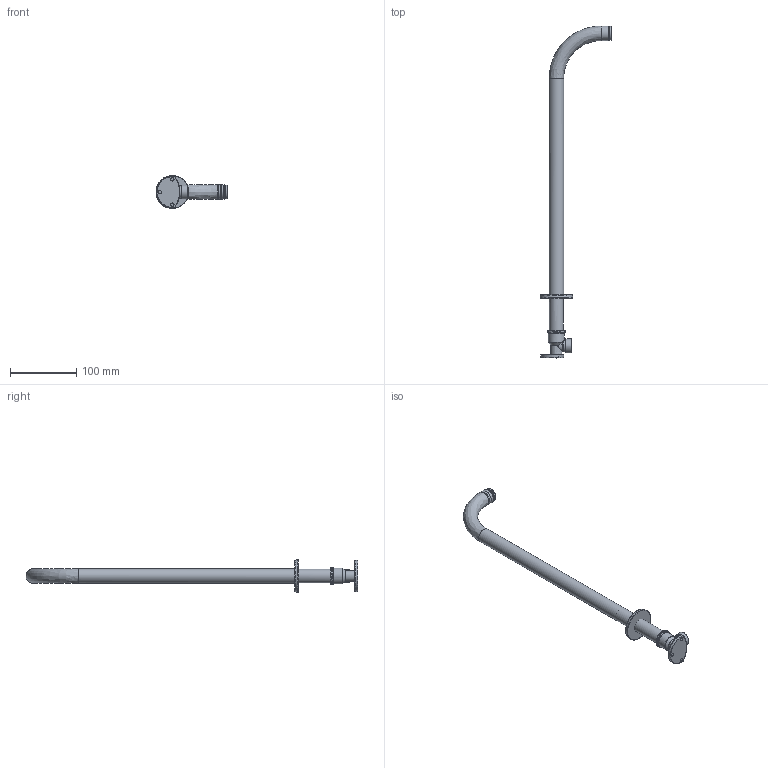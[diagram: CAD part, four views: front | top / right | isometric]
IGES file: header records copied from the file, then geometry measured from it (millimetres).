
Global section: file name: T2062; native system: Autodesk Inventor 2020; preprocessor: unknown; author: rclarke; date: 20221128.095741; units: millimetre
Bounding box: 108.75 x 501.5 x 49.48 mm (x, y, z)
Volume: 72002 mm3; surface area: 86803.5 mm2
Topology: 6 solids, 6 shells, 125 faces, 328 edges, 222 vertices
Faces by surface type: bspline 125
